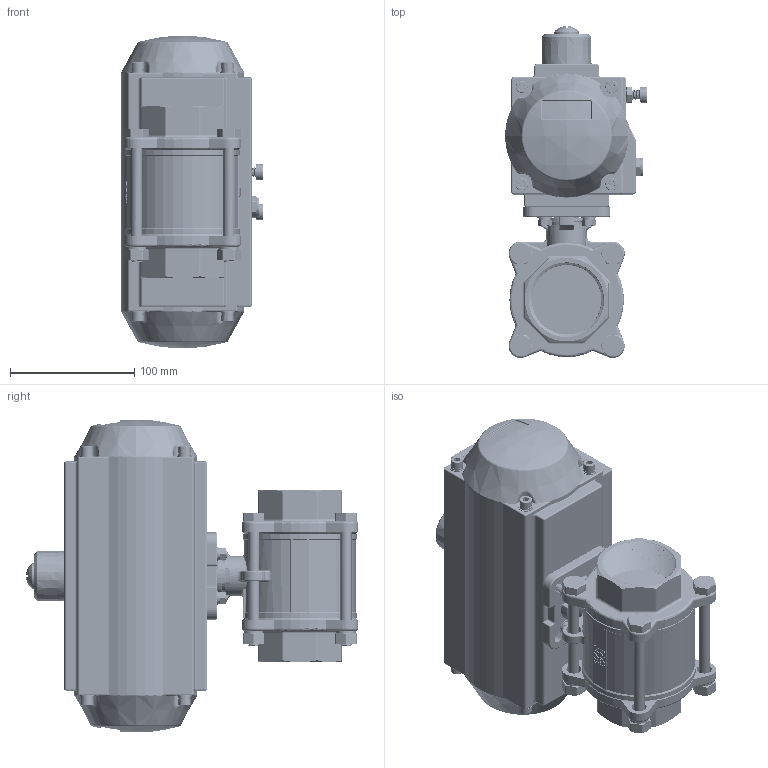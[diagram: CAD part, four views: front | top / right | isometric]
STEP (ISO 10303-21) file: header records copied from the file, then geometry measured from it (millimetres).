
FILE_DESCRIPTION (( 'STEP AP214' ), '1' );
FILE_NAME ('KS2.STEP', '2019-02-11T18:53:30', ( '' ), ( '' ), 'SwSTEP 2.0', 'SolidWorks 2016', '' );
FILE_SCHEMA (( 'AUTOMOTIVE_DESIGN' ));
Length unit declared in the file: millimetre
Products named in the file (1): KS2
Bounding box: 114 x 266.68 x 251.5 mm (x, y, z)
Volume: 3049255.6 mm3; surface area: 330320.8 mm2
Topology: 54 solids, 54 shells, 8050 faces, 26104 edges, 14774 vertices
Faces by surface type: cylinder 4961, sphere 1285, plane 713, bspline 445, cone 351, torus 295
Entity records: 508702 total; most frequent: CARTESIAN_POINT 212545, DIRECTION 46879, ORIENTED_EDGE 45086, EDGE_CURVE 22543, AXIS2_PLACEMENT_3D 20220, CIRCLE 12614, VERTEX_POINT 12442, EDGE_LOOP 8265
